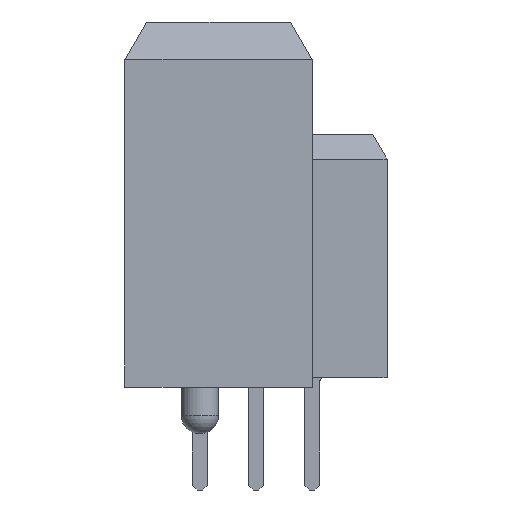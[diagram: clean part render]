
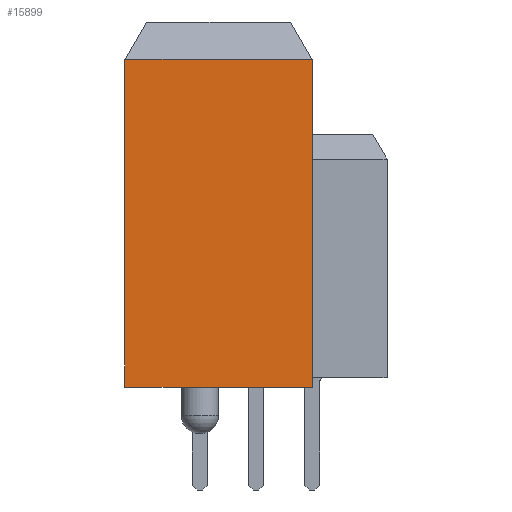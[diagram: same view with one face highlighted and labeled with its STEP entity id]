
A CAD part, left-side view. The second image highlights one B-rep face of the part: STEP entity #15899.
In plain terms, the highlighted planar face has unit normal (-1, 0, 0).
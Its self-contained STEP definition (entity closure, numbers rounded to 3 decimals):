
#779=ORIENTED_EDGE('',*,*,#5606,.T.);
#780=ORIENTED_EDGE('',*,*,#5600,.F.);
#781=ORIENTED_EDGE('',*,*,#5565,.F.);
#782=ORIENTED_EDGE('',*,*,#5574,.T.);
#5565=EDGE_CURVE('',#7982,#7983,#9602,.T.);
#5574=EDGE_CURVE('',#7982,#7991,#9611,.T.);
#5600=EDGE_CURVE('',#7983,#8007,#9637,.T.);
#5606=EDGE_CURVE('',#7991,#8007,#9643,.T.);
#7982=VERTEX_POINT('',#22563);
#7983=VERTEX_POINT('',#22564);
#7991=VERTEX_POINT('',#22582);
#8007=VERTEX_POINT('',#22632);
#9602=LINE('',#22562,#11639);
#9611=LINE('',#22583,#11648);
#9637=LINE('',#22631,#11674);
#9643=LINE('',#22643,#11680);
#11639=VECTOR('',#18059,1000.);
#11648=VECTOR('',#18072,1000.);
#11674=VECTOR('',#18112,1000.);
#11680=VECTOR('',#18120,1000.);
#13576=EDGE_LOOP('',(#779,#780,#781,#782));
#14415=FACE_BOUND('',#13576,.T.);
#15244=PLANE('',#16746);
#15899=ADVANCED_FACE('',(#14415),#15244,.F.);
#16746=AXIS2_PLACEMENT_3D('',#22642,#18118,#18119);
#18059=DIRECTION('',(0.,-1.,0.));
#18072=DIRECTION('',(0.,0.,-1.));
#18112=DIRECTION('',(0.,0.,-1.));
#18118=DIRECTION('',(1.,0.,0.));
#18119=DIRECTION('',(0.,0.,-1.));
#18120=DIRECTION('',(0.,-1.,0.));
#22562=CARTESIAN_POINT('',(-18.62,1.5,9.75));
#22563=CARTESIAN_POINT('',(-18.62,1.5,9.75));
#22564=CARTESIAN_POINT('',(-18.62,-3.5,9.75));
#22582=CARTESIAN_POINT('',(-18.62,1.5,1.));
#22583=CARTESIAN_POINT('',(-18.62,1.5,9.75));
#22631=CARTESIAN_POINT('',(-18.62,-3.5,9.75));
#22632=CARTESIAN_POINT('',(-18.62,-3.5,1.));
#22642=CARTESIAN_POINT('',(-18.62,1.5,9.75));
#22643=CARTESIAN_POINT('',(-18.62,4.5,1.));
